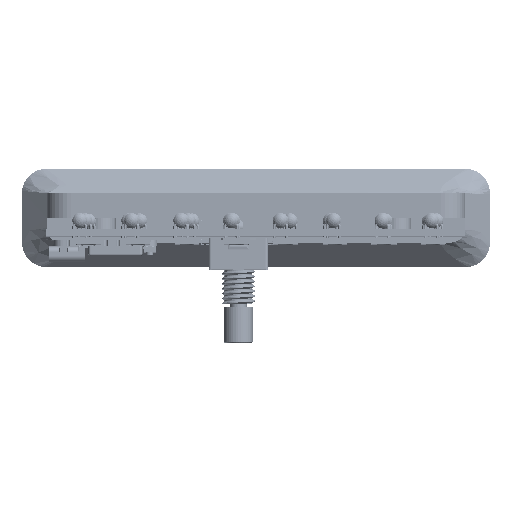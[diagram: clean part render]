
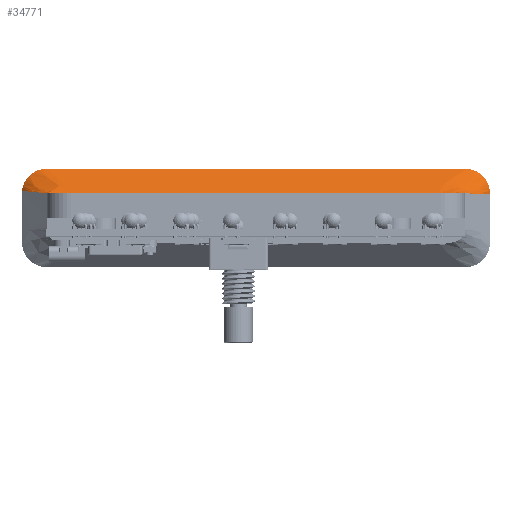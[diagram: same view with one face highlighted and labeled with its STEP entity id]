
A CAD part, top view. The second image highlights one B-rep face of the part: STEP entity #34771.
In plain terms, the highlighted free-form (B-spline) face has degree [3, 3] with [16, 4] control points.
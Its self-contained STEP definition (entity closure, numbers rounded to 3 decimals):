
#214=B_SPLINE_SURFACE_WITH_KNOTS('',3,3,((#60395,#60396,#60397,#60398),
(#60399,#60400,#60401,#60402),(#60403,#60404,#60405,#60406),(#60407,#60408,
#60409,#60410),(#60411,#60412,#60413,#60414),(#60415,#60416,#60417,#60418),
(#60419,#60420,#60421,#60422),(#60423,#60424,#60425,#60426),(#60427,#60428,
#60429,#60430),(#60431,#60432,#60433,#60434),(#60435,#60436,#60437,#60438),
(#60439,#60440,#60441,#60442),(#60443,#60444,#60445,#60446),(#60447,#60448,
#60449,#60450),(#60451,#60452,#60453,#60454),(#60455,#60456,#60457,#60458)),
 .UNSPECIFIED.,.F.,.F.,.F.,(4,2,1,2,1,1,1,2,1,1,4),(4,4),(0.,0.002,
0.041,0.08,0.292,0.504,
0.715,0.927,0.945,0.982,
1.),(0.,1.),.UNSPECIFIED.);
#1202=B_SPLINE_CURVE_WITH_KNOTS('',3,(#60273,#60274,#60275,#60276,#60277,
#60278,#60279,#60280,#60281,#60282,#60283,#60284,#60285,#60286,#60287,#60288),
 .UNSPECIFIED.,.F.,.F.,(4,2,1,2,1,1,1,2,1,1,4),(0.,0.002,
0.041,0.08,0.292,0.504,
0.715,0.927,0.945,0.982,
1.),.UNSPECIFIED.);
#5452=FACE_OUTER_BOUND('',#7657,.T.);
#7657=EDGE_LOOP('',(#31816,#31817,#31818,#31819,#31820));
#11084=LINE('',#60207,#14516);
#11085=LINE('',#60208,#14517);
#11088=LINE('',#60393,#14520);
#11089=LINE('',#60394,#14521);
#14516=VECTOR('',#46383,10.);
#14517=VECTOR('',#46384,10.);
#14520=VECTOR('',#46399,7.071);
#14521=VECTOR('',#46400,7.074);
#17618=VERTEX_POINT('',#60191);
#17621=VERTEX_POINT('',#60204);
#17622=VERTEX_POINT('',#60206);
#17623=VERTEX_POINT('',#60245);
#17624=VERTEX_POINT('',#60246);
#22347=EDGE_CURVE('',#17621,#17622,#11084,.T.);
#22348=EDGE_CURVE('',#17622,#17618,#11085,.T.);
#22354=EDGE_CURVE('',#17624,#17623,#1202,.T.);
#22355=EDGE_CURVE('',#17618,#17623,#11088,.T.);
#22356=EDGE_CURVE('',#17621,#17624,#11089,.T.);
#31816=ORIENTED_EDGE('',*,*,#22347,.F.);
#31817=ORIENTED_EDGE('',*,*,#22356,.T.);
#31818=ORIENTED_EDGE('',*,*,#22354,.T.);
#31819=ORIENTED_EDGE('',*,*,#22355,.F.);
#31820=ORIENTED_EDGE('',*,*,#22348,.F.);
#34771=ADVANCED_FACE('',(#5452),#214,.F.);
#46383=DIRECTION('',(-1.,0.,0.));
#46384=DIRECTION('',(-1.,0.,0.));
#46399=DIRECTION('',(-0.704,0.071,-0.707));
#46400=DIRECTION('',(0.707,-0.03,-0.707));
#60191=CARTESIAN_POINT('',(5.,15.,5.));
#60204=CARTESIAN_POINT('',(90.,15.,5.));
#60206=CARTESIAN_POINT('',(89.823,15.,5.));
#60207=CARTESIAN_POINT('',(5.,15.,5.));
#60208=CARTESIAN_POINT('',(5.,15.,5.));
#60245=CARTESIAN_POINT('',(0.025,15.501,0.));
#60246=CARTESIAN_POINT('',(95.,14.791,0.));
#60273=CARTESIAN_POINT('Ctrl Pts',(95.,14.791,0.));
#60274=CARTESIAN_POINT('Ctrl Pts',(95.,14.861,0.));
#60275=CARTESIAN_POINT('Ctrl Pts',(95.,14.93,0.));
#60276=CARTESIAN_POINT('Ctrl Pts',(95.003,16.309,0.));
#60277=CARTESIAN_POINT('Ctrl Pts',(93.912,18.914,0.));
#60278=CARTESIAN_POINT('Ctrl Pts',(91.307,20.006,0.));
#60279=CARTESIAN_POINT('Ctrl Pts',(82.913,19.989,0.));
#60280=CARTESIAN_POINT('Ctrl Pts',(68.751,20.006,0.));
#60281=CARTESIAN_POINT('Ctrl Pts',(47.499,19.997,0.));
#60282=CARTESIAN_POINT('Ctrl Pts',(26.251,20.001,0.));
#60283=CARTESIAN_POINT('Ctrl Pts',(12.081,20.002,0.));
#60284=CARTESIAN_POINT('Ctrl Pts',(4.388,20.,0.));
#60285=CARTESIAN_POINT('Ctrl Pts',(2.543,19.665,0.));
#60286=CARTESIAN_POINT('Ctrl Pts',(0.604,17.912,0.));
#60287=CARTESIAN_POINT('Ctrl Pts',(0.086,16.11,
0.));
#60288=CARTESIAN_POINT('Ctrl Pts',(0.025,15.501,
0.));
#60393=CARTESIAN_POINT('',(5.,15.,5.));
#60394=CARTESIAN_POINT('',(90.,15.,5.));
#60395=CARTESIAN_POINT('Ctrl Pts',(90.,15.,5.));
#60396=CARTESIAN_POINT('Ctrl Pts',(91.667,14.93,3.333));
#60397=CARTESIAN_POINT('Ctrl Pts',(93.333,14.861,1.667));
#60398=CARTESIAN_POINT('Ctrl Pts',(95.,14.791,0.));
#60399=CARTESIAN_POINT('Ctrl Pts',(89.941,15.,5.));
#60400=CARTESIAN_POINT('Ctrl Pts',(91.628,14.953,3.333));
#60401=CARTESIAN_POINT('Ctrl Pts',(93.313,14.907,1.667));
#60402=CARTESIAN_POINT('Ctrl Pts',(95.,14.861,0.));
#60403=CARTESIAN_POINT('Ctrl Pts',(89.882,15.,5.));
#60404=CARTESIAN_POINT('Ctrl Pts',(91.588,14.977,3.333));
#60405=CARTESIAN_POINT('Ctrl Pts',(93.294,14.953,1.667));
#60406=CARTESIAN_POINT('Ctrl Pts',(95.,14.93,0.));
#60407=CARTESIAN_POINT('Ctrl Pts',(88.715,15.,5.));
#60408=CARTESIAN_POINT('Ctrl Pts',(90.813,15.436,3.333));
#60409=CARTESIAN_POINT('Ctrl Pts',(92.905,15.873,1.667));
#60410=CARTESIAN_POINT('Ctrl Pts',(95.003,16.309,0.));
#60411=CARTESIAN_POINT('Ctrl Pts',(86.499,15.,5.));
#60412=CARTESIAN_POINT('Ctrl Pts',(88.97,16.306,3.333));
#60413=CARTESIAN_POINT('Ctrl Pts',(91.44,17.608,1.667));
#60414=CARTESIAN_POINT('Ctrl Pts',(93.912,18.914,0.));
#60415=CARTESIAN_POINT('Ctrl Pts',(84.283,15.,5.));
#60416=CARTESIAN_POINT('Ctrl Pts',(86.625,16.668,3.333));
#60417=CARTESIAN_POINT('Ctrl Pts',(88.964,18.338,1.667));
#60418=CARTESIAN_POINT('Ctrl Pts',(91.307,20.006,0.));
#60419=CARTESIAN_POINT('Ctrl Pts',(77.179,15.,5.));
#60420=CARTESIAN_POINT('Ctrl Pts',(79.091,16.666,3.333));
#60421=CARTESIAN_POINT('Ctrl Pts',(81.001,18.323,1.667));
#60422=CARTESIAN_POINT('Ctrl Pts',(82.913,19.989,0.));
#60423=CARTESIAN_POINT('Ctrl Pts',(65.187,15.,5.));
#60424=CARTESIAN_POINT('Ctrl Pts',(66.375,16.667,3.333));
#60425=CARTESIAN_POINT('Ctrl Pts',(67.563,18.339,1.667));
#60426=CARTESIAN_POINT('Ctrl Pts',(68.751,20.006,0.));
#60427=CARTESIAN_POINT('Ctrl Pts',(47.199,15.,5.));
#60428=CARTESIAN_POINT('Ctrl Pts',(47.299,16.666,3.333));
#60429=CARTESIAN_POINT('Ctrl Pts',(47.399,18.331,1.667));
#60430=CARTESIAN_POINT('Ctrl Pts',(47.499,19.997,0.));
#60431=CARTESIAN_POINT('Ctrl Pts',(29.211,15.,5.));
#60432=CARTESIAN_POINT('Ctrl Pts',(28.224,16.667,3.333));
#60433=CARTESIAN_POINT('Ctrl Pts',(27.238,18.334,1.667));
#60434=CARTESIAN_POINT('Ctrl Pts',(26.251,20.001,0.));
#60435=CARTESIAN_POINT('Ctrl Pts',(17.22,15.,5.));
#60436=CARTESIAN_POINT('Ctrl Pts',(15.507,16.667,3.333));
#60437=CARTESIAN_POINT('Ctrl Pts',(13.793,18.336,1.667));
#60438=CARTESIAN_POINT('Ctrl Pts',(12.081,20.002,0.));
#60439=CARTESIAN_POINT('Ctrl Pts',(10.705,15.,5.));
#60440=CARTESIAN_POINT('Ctrl Pts',(8.599,16.666,3.333));
#60441=CARTESIAN_POINT('Ctrl Pts',(6.493,18.333,1.667));
#60442=CARTESIAN_POINT('Ctrl Pts',(4.388,20.,0.));
#60443=CARTESIAN_POINT('Ctrl Pts',(9.149,15.,5.));
#60444=CARTESIAN_POINT('Ctrl Pts',(6.948,16.555,3.333));
#60445=CARTESIAN_POINT('Ctrl Pts',(4.745,18.111,1.667));
#60446=CARTESIAN_POINT('Ctrl Pts',(2.543,19.665,0.));
#60447=CARTESIAN_POINT('Ctrl Pts',(7.075,15.,5.));
#60448=CARTESIAN_POINT('Ctrl Pts',(4.917,15.971,3.333));
#60449=CARTESIAN_POINT('Ctrl Pts',(2.762,16.941,1.667));
#60450=CARTESIAN_POINT('Ctrl Pts',(0.604,17.912,0.));
#60451=CARTESIAN_POINT('Ctrl Pts',(5.519,15.,5.));
#60452=CARTESIAN_POINT('Ctrl Pts',(3.709,15.369,3.333));
#60453=CARTESIAN_POINT('Ctrl Pts',(1.896,15.741,1.667));
#60454=CARTESIAN_POINT('Ctrl Pts',(0.086,16.11,
0.));
#60455=CARTESIAN_POINT('Ctrl Pts',(5.,15.,5.));
#60456=CARTESIAN_POINT('Ctrl Pts',(3.342,15.167,3.333));
#60457=CARTESIAN_POINT('Ctrl Pts',(1.683,15.334,1.667));
#60458=CARTESIAN_POINT('Ctrl Pts',(0.025,15.501,
0.));
